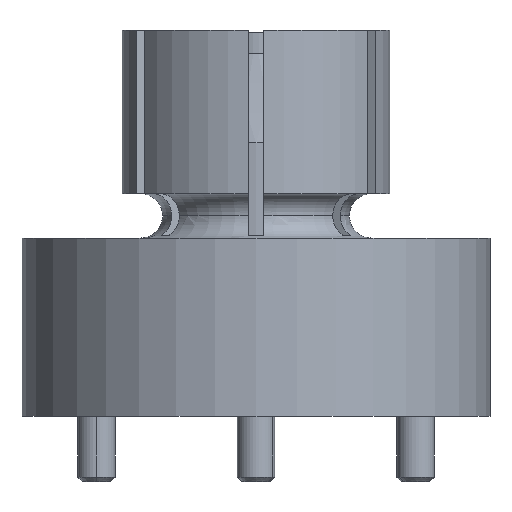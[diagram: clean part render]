
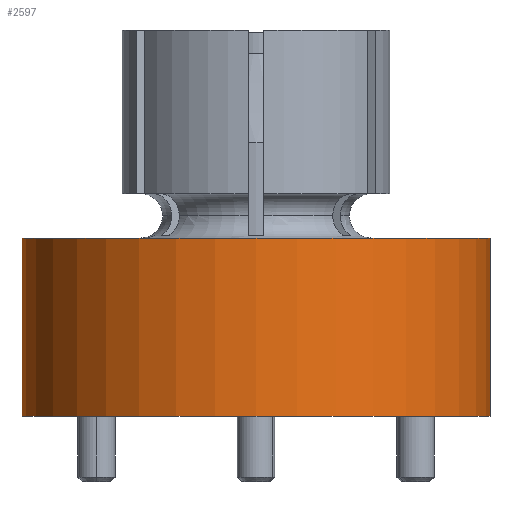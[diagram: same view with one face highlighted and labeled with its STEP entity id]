
A CAD part, front view. The second image highlights one B-rep face of the part: STEP entity #2597.
In plain terms, the highlighted cylindrical face has radius 24.994 mm (diameter 49.987 mm), a partial arc.
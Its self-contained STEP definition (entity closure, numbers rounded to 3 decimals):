
#137 = AXIS2_PLACEMENT_3D ( 'NONE', #4526, #3401, #1861 ) ;
#414 = ORIENTED_EDGE ( 'NONE', *, *, #3868, .T. ) ;
#485 = VECTOR ( 'NONE', #6158, 1000. ) ;
#507 = VERTEX_POINT ( 'NONE', #1199 ) ;
#751 = EDGE_LOOP ( 'NONE', ( #3054, #2228, #414, #5448 ) ) ;
#1107 = CARTESIAN_POINT ( 'NONE',  ( 24.994, 0., 0. ) ) ;
#1136 = EDGE_CURVE ( 'NONE', #507, #1166, #1865, .T. ) ;
#1166 = VERTEX_POINT ( 'NONE', #1107 ) ;
#1199 = CARTESIAN_POINT ( 'NONE',  ( -24.994, 0., 0. ) ) ;
#1861 = DIRECTION ( 'NONE',  ( 1., 0., 0. ) ) ;
#1865 = CIRCLE ( 'NONE', #3062, 24.994 ) ;
#2228 = ORIENTED_EDGE ( 'NONE', *, *, #1136, .T. ) ;
#2260 = FACE_OUTER_BOUND ( 'NONE', #751, .T. ) ;
#2410 = DIRECTION ( 'NONE',  ( 1., 0., 0. ) ) ;
#2438 = LINE ( 'NONE', #2764, #4761 ) ;
#2568 = EDGE_CURVE ( 'NONE', #4385, #6139, #6822, .T. ) ;
#2597 = ADVANCED_FACE ( 'NONE', ( #2260 ), #2770, .T. ) ;
#2621 = AXIS2_PLACEMENT_3D ( 'NONE', #5044, #5609, #2410 ) ;
#2749 = DIRECTION ( 'NONE',  ( 1., 0., 0. ) ) ;
#2764 = CARTESIAN_POINT ( 'NONE',  ( -24.994, 0., 19.05 ) ) ;
#2770 = CYLINDRICAL_SURFACE ( 'NONE', #2621, 24.994 ) ;
#3054 = ORIENTED_EDGE ( 'NONE', *, *, #6703, .F. ) ;
#3062 = AXIS2_PLACEMENT_3D ( 'NONE', #5286, #5809, #2749 ) ;
#3401 = DIRECTION ( 'NONE',  ( 0., 0., 1. ) ) ;
#3507 = CARTESIAN_POINT ( 'NONE',  ( 24.994, 0., 19.05 ) ) ;
#3868 = EDGE_CURVE ( 'NONE', #1166, #6139, #6372, .T. ) ;
#4091 = CARTESIAN_POINT ( 'NONE',  ( 24.994, 0., 19.05 ) ) ;
#4385 = VERTEX_POINT ( 'NONE', #5993 ) ;
#4526 = CARTESIAN_POINT ( 'NONE',  ( 0., 0., 19.05 ) ) ;
#4761 = VECTOR ( 'NONE', #6463, 1000. ) ;
#5044 = CARTESIAN_POINT ( 'NONE',  ( 0., 0., 19.05 ) ) ;
#5286 = CARTESIAN_POINT ( 'NONE',  ( 0., 0., 0. ) ) ;
#5448 = ORIENTED_EDGE ( 'NONE', *, *, #2568, .F. ) ;
#5609 = DIRECTION ( 'NONE',  ( 0., 0., 1. ) ) ;
#5809 = DIRECTION ( 'NONE',  ( 0., 0., 1. ) ) ;
#5993 = CARTESIAN_POINT ( 'NONE',  ( -24.994, 0., 19.05 ) ) ;
#6139 = VERTEX_POINT ( 'NONE', #3507 ) ;
#6158 = DIRECTION ( 'NONE',  ( 0., 0., 1. ) ) ;
#6372 = LINE ( 'NONE', #4091, #485 ) ;
#6463 = DIRECTION ( 'NONE',  ( 0., 0., 1. ) ) ;
#6703 = EDGE_CURVE ( 'NONE', #507, #4385, #2438, .T. ) ;
#6822 = CIRCLE ( 'NONE', #137, 24.994 ) ;
